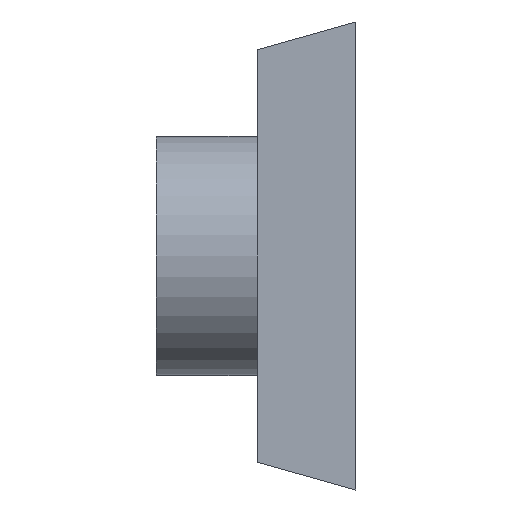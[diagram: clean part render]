
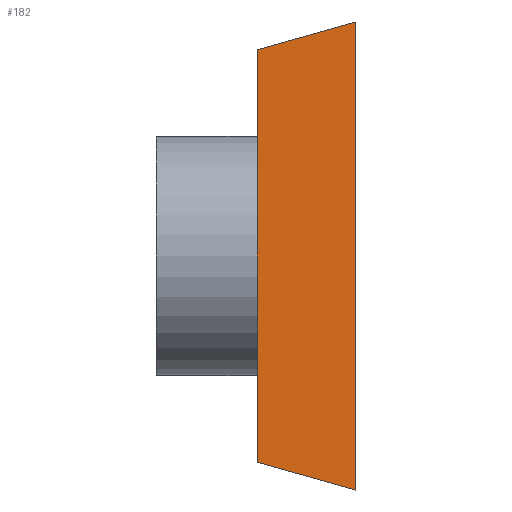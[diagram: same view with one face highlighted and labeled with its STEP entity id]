
A CAD part, left-side view. The second image highlights one B-rep face of the part: STEP entity #182.
In plain terms, the highlighted planar face has unit normal (-1, 0, 0).
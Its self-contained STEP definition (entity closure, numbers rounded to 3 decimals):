
#19=PLANE('',#220);
#29=FACE_OUTER_BOUND('',#41,.T.);
#41=EDGE_LOOP('',(#144,#145,#146,#147));
#50=LINE('',#307,#64);
#52=LINE('',#311,#66);
#53=LINE('',#313,#67);
#54=LINE('',#314,#68);
#64=VECTOR('',#257,10.);
#66=VECTOR('',#261,10.);
#67=VECTOR('',#262,10.);
#68=VECTOR('',#263,10.);
#92=VERTEX_POINT('',#304);
#93=VERTEX_POINT('',#306);
#94=VERTEX_POINT('',#310);
#95=VERTEX_POINT('',#312);
#110=EDGE_CURVE('',#93,#92,#50,.T.);
#112=EDGE_CURVE('',#92,#94,#52,.T.);
#113=EDGE_CURVE('',#95,#94,#53,.T.);
#114=EDGE_CURVE('',#95,#93,#54,.T.);
#144=ORIENTED_EDGE('',*,*,#110,.T.);
#145=ORIENTED_EDGE('',*,*,#112,.T.);
#146=ORIENTED_EDGE('',*,*,#113,.F.);
#147=ORIENTED_EDGE('',*,*,#114,.T.);
#182=ADVANCED_FACE('',(#29),#19,.T.);
#220=AXIS2_PLACEMENT_3D('',#309,#259,#260);
#257=DIRECTION('',(0.,0.,-1.));
#259=DIRECTION('center_axis',(-1.,0.,0.));
#260=DIRECTION('ref_axis',(0.,0.,
1.));
#261=DIRECTION('',(0.,-0.962,-0.271));
#262=DIRECTION('',(0.,0.,-1.));
#263=DIRECTION('',(0.,0.962,-0.271));
#304=CARTESIAN_POINT('',(-50.,0.,-8.175));
#306=CARTESIAN_POINT('',(-50.,0.,8.175));
#307=CARTESIAN_POINT('',(-50.,0.,1.031));
#309=CARTESIAN_POINT('Origin',(-50.,34.175,0.));
#310=CARTESIAN_POINT('',(-50.,-3.9,-9.275));
#311=CARTESIAN_POINT('',(-50.,14.946,-3.959));
#312=CARTESIAN_POINT('',(-50.,-3.9,9.275));
#313=CARTESIAN_POINT('',(-50.,-3.9,65.));
#314=CARTESIAN_POINT('',(-50.,16.896,3.409));
